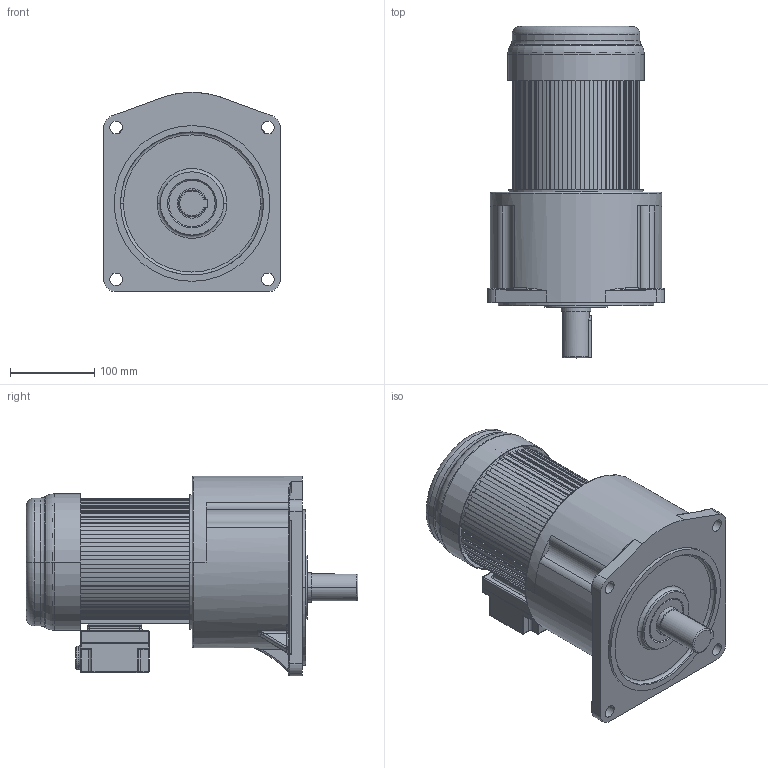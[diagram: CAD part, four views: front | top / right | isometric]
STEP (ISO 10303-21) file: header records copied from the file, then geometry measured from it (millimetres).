
FILE_DESCRIPTION((''),'2;1');
FILE_NAME('ASM0016_ASM','2022-03-12T',('gkkg'),(''),'PRO/ENGINEER BY PARAMETRIC TECHNOLOGY CORPORATION, 2010280','PRO/ENGINEER BY PARAMETRIC TECHNOLOGY CORPORATION, 2010280','');
FILE_SCHEMA(('CONFIG_CONTROL_DESIGN'));
Products named in the file (10): GV32; PRT0025; PRT0026; PRT0027; PRT0028; ASM0019_ASM; PRT0029; ASM0018_ASM; ASM0017_ASM; ASM0016_ASM
Assembly tree (9 placements, depth 5):
  ASM0016_ASM
    GV32
    PRT0025
    PRT0026
    PRT0027
    ASM0017_ASM
      ASM0018_ASM
        ASM0019_ASM
          PRT0028
        PRT0029
Bounding box: 210.01 x 394.3 x 237.2 mm (x, y, z)
Volume: 2739497.5 mm3; surface area: 732581 mm2
Topology: 6 solids, 17 shells, 3335 faces, 9067 edges, 5821 vertices
Faces by surface type: plane 1955, cylinder 788, torus 351, bspline 189, sphere 28, cone 24
Entity records: 113222 total; most frequent: CARTESIAN_POINT 28283, ORIENTED_EDGE 18084, DIRECTION 17411, EDGE_CURVE 9042, VECTOR 6055, LINE 6055, VERTEX_POINT 5821, AXIS2_PLACEMENT_3D 5678
